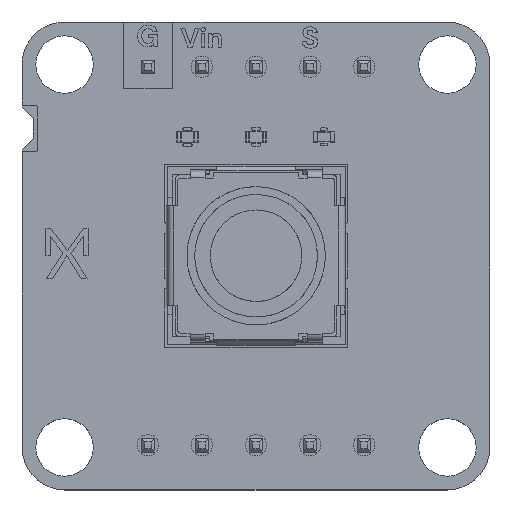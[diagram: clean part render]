
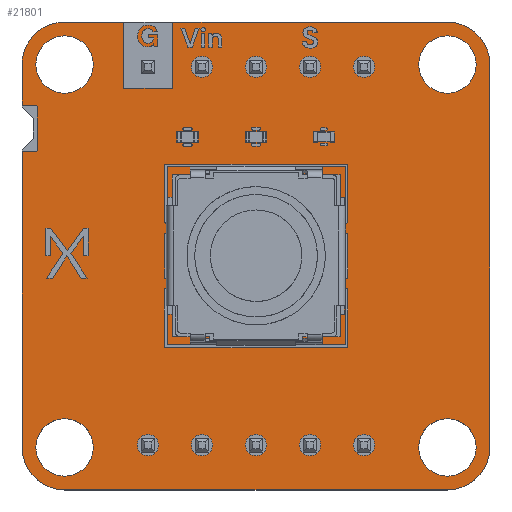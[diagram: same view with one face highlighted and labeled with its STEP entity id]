
A CAD part, top view. The second image highlights one B-rep face of the part: STEP entity #21801.
In plain terms, the highlighted planar face has unit normal (0, 0, 1).
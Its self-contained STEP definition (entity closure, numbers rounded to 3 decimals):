
#21466 = VERTEX_POINT('',#21467);
#21467 = CARTESIAN_POINT('',(8.998,10.998,1.51));
#21473 = EDGE_CURVE('',#21466,#21474,#21476,.T.);
#21474 = VERTEX_POINT('',#21475);
#21475 = CARTESIAN_POINT('',(10.998,8.998,1.51));
#21476 = CIRCLE('',#21477,2.);
#21477 = AXIS2_PLACEMENT_3D('',#21478,#21479,#21480);
#21478 = CARTESIAN_POINT('',(8.998,8.998,1.51));
#21479 = DIRECTION('',(0.,0.,-1.));
#21480 = DIRECTION('',(0.,1.,0.));
#21508 = VERTEX_POINT('',#21509);
#21509 = CARTESIAN_POINT('',(-8.993,10.998,1.51));
#21515 = EDGE_CURVE('',#21508,#21466,#21516,.T.);
#21516 = LINE('',#21517,#21518);
#21517 = CARTESIAN_POINT('',(-8.993,10.998,1.51));
#21518 = VECTOR('',#21519,1.);
#21519 = DIRECTION('',(1.,0.,0.));
#21537 = EDGE_CURVE('',#21474,#21538,#21540,.T.);
#21538 = VERTEX_POINT('',#21539);
#21539 = CARTESIAN_POINT('',(10.998,-9.002,1.51));
#21540 = LINE('',#21541,#21542);
#21541 = CARTESIAN_POINT('',(10.998,8.998,1.51));
#21542 = VECTOR('',#21543,1.);
#21543 = DIRECTION('',(0.,-1.,0.));
#21801 = ADVANCED_FACE('',(#21802,#21880,#21891,#21902,#21913,#21924,
    #21935,#21946,#21957,#21968,#21979,#21990,#22001,#22012,#22023),
  #22034,.T.);
#21802 = FACE_BOUND('',#21803,.T.);
#21803 = EDGE_LOOP('',(#21804,#21805,#21806,#21815,#21823,#21831,#21839,
    #21847,#21855,#21864,#21872,#21879));
#21804 = ORIENTED_EDGE('',*,*,#21473,.F.);
#21805 = ORIENTED_EDGE('',*,*,#21515,.F.);
#21806 = ORIENTED_EDGE('',*,*,#21807,.F.);
#21807 = EDGE_CURVE('',#21808,#21508,#21810,.T.);
#21808 = VERTEX_POINT('',#21809);
#21809 = CARTESIAN_POINT('',(-11.002,8.998,1.51));
#21810 = CIRCLE('',#21811,2.);
#21811 = AXIS2_PLACEMENT_3D('',#21812,#21813,#21814);
#21812 = CARTESIAN_POINT('',(-9.002,8.998,1.51));
#21813 = DIRECTION('',(0.,0.,-1.));
#21814 = DIRECTION('',(-1.,0.,0.));
#21815 = ORIENTED_EDGE('',*,*,#21816,.F.);
#21816 = EDGE_CURVE('',#21817,#21808,#21819,.T.);
#21817 = VERTEX_POINT('',#21818);
#21818 = CARTESIAN_POINT('',(-11.002,6.998,1.51));
#21819 = LINE('',#21820,#21821);
#21820 = CARTESIAN_POINT('',(-11.002,6.998,1.51));
#21821 = VECTOR('',#21822,1.);
#21822 = DIRECTION('',(0.,1.,0.));
#21823 = ORIENTED_EDGE('',*,*,#21824,.F.);
#21824 = EDGE_CURVE('',#21825,#21817,#21827,.T.);
#21825 = VERTEX_POINT('',#21826);
#21826 = CARTESIAN_POINT('',(-10.472,6.467,1.51));
#21827 = LINE('',#21828,#21829);
#21828 = CARTESIAN_POINT('',(-10.472,6.467,1.51));
#21829 = VECTOR('',#21830,1.);
#21830 = DIRECTION('',(-0.707,0.707,0.));
#21831 = ORIENTED_EDGE('',*,*,#21832,.F.);
#21832 = EDGE_CURVE('',#21833,#21825,#21835,.T.);
#21833 = VERTEX_POINT('',#21834);
#21834 = CARTESIAN_POINT('',(-10.472,5.528,1.51));
#21835 = LINE('',#21836,#21837);
#21836 = CARTESIAN_POINT('',(-10.472,5.528,1.51));
#21837 = VECTOR('',#21838,1.);
#21838 = DIRECTION('',(0.,1.,0.));
#21839 = ORIENTED_EDGE('',*,*,#21840,.F.);
#21840 = EDGE_CURVE('',#21841,#21833,#21843,.T.);
#21841 = VERTEX_POINT('',#21842);
#21842 = CARTESIAN_POINT('',(-11.002,4.998,1.51));
#21843 = LINE('',#21844,#21845);
#21844 = CARTESIAN_POINT('',(-11.002,4.998,1.51));
#21845 = VECTOR('',#21846,1.);
#21846 = DIRECTION('',(0.707,0.707,0.));
#21847 = ORIENTED_EDGE('',*,*,#21848,.F.);
#21848 = EDGE_CURVE('',#21849,#21841,#21851,.T.);
#21849 = VERTEX_POINT('',#21850);
#21850 = CARTESIAN_POINT('',(-11.002,-9.002,1.51));
#21851 = LINE('',#21852,#21853);
#21852 = CARTESIAN_POINT('',(-11.002,-9.002,1.51));
#21853 = VECTOR('',#21854,1.);
#21854 = DIRECTION('',(0.,1.,0.));
#21855 = ORIENTED_EDGE('',*,*,#21856,.F.);
#21856 = EDGE_CURVE('',#21857,#21849,#21859,.T.);
#21857 = VERTEX_POINT('',#21858);
#21858 = CARTESIAN_POINT('',(-9.002,-11.002,1.51));
#21859 = CIRCLE('',#21860,2.);
#21860 = AXIS2_PLACEMENT_3D('',#21861,#21862,#21863);
#21861 = CARTESIAN_POINT('',(-9.002,-9.002,1.51));
#21862 = DIRECTION('',(0.,0.,-1.));
#21863 = DIRECTION('',(0.,-1.,0.));
#21864 = ORIENTED_EDGE('',*,*,#21865,.F.);
#21865 = EDGE_CURVE('',#21866,#21857,#21868,.T.);
#21866 = VERTEX_POINT('',#21867);
#21867 = CARTESIAN_POINT('',(8.998,-11.002,1.51));
#21868 = LINE('',#21869,#21870);
#21869 = CARTESIAN_POINT('',(8.998,-11.002,1.51));
#21870 = VECTOR('',#21871,1.);
#21871 = DIRECTION('',(-1.,0.,0.));
#21872 = ORIENTED_EDGE('',*,*,#21873,.F.);
#21873 = EDGE_CURVE('',#21538,#21866,#21874,.T.);
#21874 = CIRCLE('',#21875,2.);
#21875 = AXIS2_PLACEMENT_3D('',#21876,#21877,#21878);
#21876 = CARTESIAN_POINT('',(8.998,-9.002,1.51));
#21877 = DIRECTION('',(0.,0.,-1.));
#21878 = DIRECTION('',(1.,0.,0.));
#21879 = ORIENTED_EDGE('',*,*,#21537,.F.);
#21880 = FACE_BOUND('',#21881,.T.);
#21881 = EDGE_LOOP('',(#21882));
#21882 = ORIENTED_EDGE('',*,*,#21883,.T.);
#21883 = EDGE_CURVE('',#21884,#21884,#21886,.T.);
#21884 = VERTEX_POINT('',#21885);
#21885 = CARTESIAN_POINT('',(-9.002,-10.352,1.51));
#21886 = CIRCLE('',#21887,1.35);
#21887 = AXIS2_PLACEMENT_3D('',#21888,#21889,#21890);
#21888 = CARTESIAN_POINT('',(-9.002,-9.002,1.51));
#21889 = DIRECTION('',(-0.,0.,-1.));
#21890 = DIRECTION('',(-0.,-1.,0.));
#21891 = FACE_BOUND('',#21892,.T.);
#21892 = EDGE_LOOP('',(#21893));
#21893 = ORIENTED_EDGE('',*,*,#21894,.T.);
#21894 = EDGE_CURVE('',#21895,#21895,#21897,.T.);
#21895 = VERTEX_POINT('',#21896);
#21896 = CARTESIAN_POINT('',(-5.082,-9.392,1.51));
#21897 = CIRCLE('',#21898,0.5);
#21898 = AXIS2_PLACEMENT_3D('',#21899,#21900,#21901);
#21899 = CARTESIAN_POINT('',(-5.082,-8.892,1.51));
#21900 = DIRECTION('',(-0.,0.,-1.));
#21901 = DIRECTION('',(-0.,-1.,0.));
#21902 = FACE_BOUND('',#21903,.T.);
#21903 = EDGE_LOOP('',(#21904));
#21904 = ORIENTED_EDGE('',*,*,#21905,.T.);
#21905 = EDGE_CURVE('',#21906,#21906,#21908,.T.);
#21906 = VERTEX_POINT('',#21907);
#21907 = CARTESIAN_POINT('',(-2.542,-9.392,1.51));
#21908 = CIRCLE('',#21909,0.5);
#21909 = AXIS2_PLACEMENT_3D('',#21910,#21911,#21912);
#21910 = CARTESIAN_POINT('',(-2.542,-8.892,1.51));
#21911 = DIRECTION('',(-0.,0.,-1.));
#21912 = DIRECTION('',(-0.,-1.,0.));
#21913 = FACE_BOUND('',#21914,.T.);
#21914 = EDGE_LOOP('',(#21915));
#21915 = ORIENTED_EDGE('',*,*,#21916,.T.);
#21916 = EDGE_CURVE('',#21917,#21917,#21919,.T.);
#21917 = VERTEX_POINT('',#21918);
#21918 = CARTESIAN_POINT('',(-0.002,-9.392,1.51));
#21919 = CIRCLE('',#21920,0.5);
#21920 = AXIS2_PLACEMENT_3D('',#21921,#21922,#21923);
#21921 = CARTESIAN_POINT('',(-0.002,-8.892,1.51));
#21922 = DIRECTION('',(-0.,0.,-1.));
#21923 = DIRECTION('',(0.,-1.,-0.));
#21924 = FACE_BOUND('',#21925,.T.);
#21925 = EDGE_LOOP('',(#21926));
#21926 = ORIENTED_EDGE('',*,*,#21927,.T.);
#21927 = EDGE_CURVE('',#21928,#21928,#21930,.T.);
#21928 = VERTEX_POINT('',#21929);
#21929 = CARTESIAN_POINT('',(2.538,-9.392,1.51));
#21930 = CIRCLE('',#21931,0.5);
#21931 = AXIS2_PLACEMENT_3D('',#21932,#21933,#21934);
#21932 = CARTESIAN_POINT('',(2.538,-8.892,1.51));
#21933 = DIRECTION('',(-0.,0.,-1.));
#21934 = DIRECTION('',(-0.,-1.,0.));
#21935 = FACE_BOUND('',#21936,.T.);
#21936 = EDGE_LOOP('',(#21937));
#21937 = ORIENTED_EDGE('',*,*,#21938,.T.);
#21938 = EDGE_CURVE('',#21939,#21939,#21941,.T.);
#21939 = VERTEX_POINT('',#21940);
#21940 = CARTESIAN_POINT('',(5.078,-9.392,1.51));
#21941 = CIRCLE('',#21942,0.5);
#21942 = AXIS2_PLACEMENT_3D('',#21943,#21944,#21945);
#21943 = CARTESIAN_POINT('',(5.078,-8.892,1.51));
#21944 = DIRECTION('',(-0.,0.,-1.));
#21945 = DIRECTION('',(-0.,-1.,0.));
#21946 = FACE_BOUND('',#21947,.T.);
#21947 = EDGE_LOOP('',(#21948));
#21948 = ORIENTED_EDGE('',*,*,#21949,.T.);
#21949 = EDGE_CURVE('',#21950,#21950,#21952,.T.);
#21950 = VERTEX_POINT('',#21951);
#21951 = CARTESIAN_POINT('',(8.998,-10.352,1.51));
#21952 = CIRCLE('',#21953,1.35);
#21953 = AXIS2_PLACEMENT_3D('',#21954,#21955,#21956);
#21954 = CARTESIAN_POINT('',(8.998,-9.002,1.51));
#21955 = DIRECTION('',(-0.,0.,-1.));
#21956 = DIRECTION('',(-0.,-1.,0.));
#21957 = FACE_BOUND('',#21958,.T.);
#21958 = EDGE_LOOP('',(#21959));
#21959 = ORIENTED_EDGE('',*,*,#21960,.T.);
#21960 = EDGE_CURVE('',#21961,#21961,#21963,.T.);
#21961 = VERTEX_POINT('',#21962);
#21962 = CARTESIAN_POINT('',(-9.002,7.648,1.51));
#21963 = CIRCLE('',#21964,1.35);
#21964 = AXIS2_PLACEMENT_3D('',#21965,#21966,#21967);
#21965 = CARTESIAN_POINT('',(-9.002,8.998,1.51));
#21966 = DIRECTION('',(-0.,0.,-1.));
#21967 = DIRECTION('',(-0.,-1.,0.));
#21968 = FACE_BOUND('',#21969,.T.);
#21969 = EDGE_LOOP('',(#21970));
#21970 = ORIENTED_EDGE('',*,*,#21971,.T.);
#21971 = EDGE_CURVE('',#21972,#21972,#21974,.T.);
#21972 = VERTEX_POINT('',#21973);
#21973 = CARTESIAN_POINT('',(-5.082,8.388,1.51));
#21974 = CIRCLE('',#21975,0.5);
#21975 = AXIS2_PLACEMENT_3D('',#21976,#21977,#21978);
#21976 = CARTESIAN_POINT('',(-5.082,8.888,1.51));
#21977 = DIRECTION('',(-0.,0.,-1.));
#21978 = DIRECTION('',(-0.,-1.,0.));
#21979 = FACE_BOUND('',#21980,.T.);
#21980 = EDGE_LOOP('',(#21981));
#21981 = ORIENTED_EDGE('',*,*,#21982,.T.);
#21982 = EDGE_CURVE('',#21983,#21983,#21985,.T.);
#21983 = VERTEX_POINT('',#21984);
#21984 = CARTESIAN_POINT('',(-2.542,8.388,1.51));
#21985 = CIRCLE('',#21986,0.5);
#21986 = AXIS2_PLACEMENT_3D('',#21987,#21988,#21989);
#21987 = CARTESIAN_POINT('',(-2.542,8.888,1.51));
#21988 = DIRECTION('',(-0.,0.,-1.));
#21989 = DIRECTION('',(-0.,-1.,0.));
#21990 = FACE_BOUND('',#21991,.T.);
#21991 = EDGE_LOOP('',(#21992));
#21992 = ORIENTED_EDGE('',*,*,#21993,.T.);
#21993 = EDGE_CURVE('',#21994,#21994,#21996,.T.);
#21994 = VERTEX_POINT('',#21995);
#21995 = CARTESIAN_POINT('',(-0.002,8.388,1.51));
#21996 = CIRCLE('',#21997,0.5);
#21997 = AXIS2_PLACEMENT_3D('',#21998,#21999,#22000);
#21998 = CARTESIAN_POINT('',(-0.002,8.888,1.51));
#21999 = DIRECTION('',(-0.,0.,-1.));
#22000 = DIRECTION('',(0.,-1.,-0.));
#22001 = FACE_BOUND('',#22002,.T.);
#22002 = EDGE_LOOP('',(#22003));
#22003 = ORIENTED_EDGE('',*,*,#22004,.T.);
#22004 = EDGE_CURVE('',#22005,#22005,#22007,.T.);
#22005 = VERTEX_POINT('',#22006);
#22006 = CARTESIAN_POINT('',(2.538,8.388,1.51));
#22007 = CIRCLE('',#22008,0.5);
#22008 = AXIS2_PLACEMENT_3D('',#22009,#22010,#22011);
#22009 = CARTESIAN_POINT('',(2.538,8.888,1.51));
#22010 = DIRECTION('',(-0.,0.,-1.));
#22011 = DIRECTION('',(-0.,-1.,0.));
#22012 = FACE_BOUND('',#22013,.T.);
#22013 = EDGE_LOOP('',(#22014));
#22014 = ORIENTED_EDGE('',*,*,#22015,.T.);
#22015 = EDGE_CURVE('',#22016,#22016,#22018,.T.);
#22016 = VERTEX_POINT('',#22017);
#22017 = CARTESIAN_POINT('',(5.078,8.388,1.51));
#22018 = CIRCLE('',#22019,0.5);
#22019 = AXIS2_PLACEMENT_3D('',#22020,#22021,#22022);
#22020 = CARTESIAN_POINT('',(5.078,8.888,1.51));
#22021 = DIRECTION('',(-0.,0.,-1.));
#22022 = DIRECTION('',(-0.,-1.,0.));
#22023 = FACE_BOUND('',#22024,.T.);
#22024 = EDGE_LOOP('',(#22025));
#22025 = ORIENTED_EDGE('',*,*,#22026,.T.);
#22026 = EDGE_CURVE('',#22027,#22027,#22029,.T.);
#22027 = VERTEX_POINT('',#22028);
#22028 = CARTESIAN_POINT('',(8.998,7.648,1.51));
#22029 = CIRCLE('',#22030,1.35);
#22030 = AXIS2_PLACEMENT_3D('',#22031,#22032,#22033);
#22031 = CARTESIAN_POINT('',(8.998,8.998,1.51));
#22032 = DIRECTION('',(-0.,0.,-1.));
#22033 = DIRECTION('',(-0.,-1.,0.));
#22034 = PLANE('',#22035);
#22035 = AXIS2_PLACEMENT_3D('',#22036,#22037,#22038);
#22036 = CARTESIAN_POINT('',(0.,0.,1.51));
#22037 = DIRECTION('',(0.,0.,1.));
#22038 = DIRECTION('',(1.,0.,-0.));
